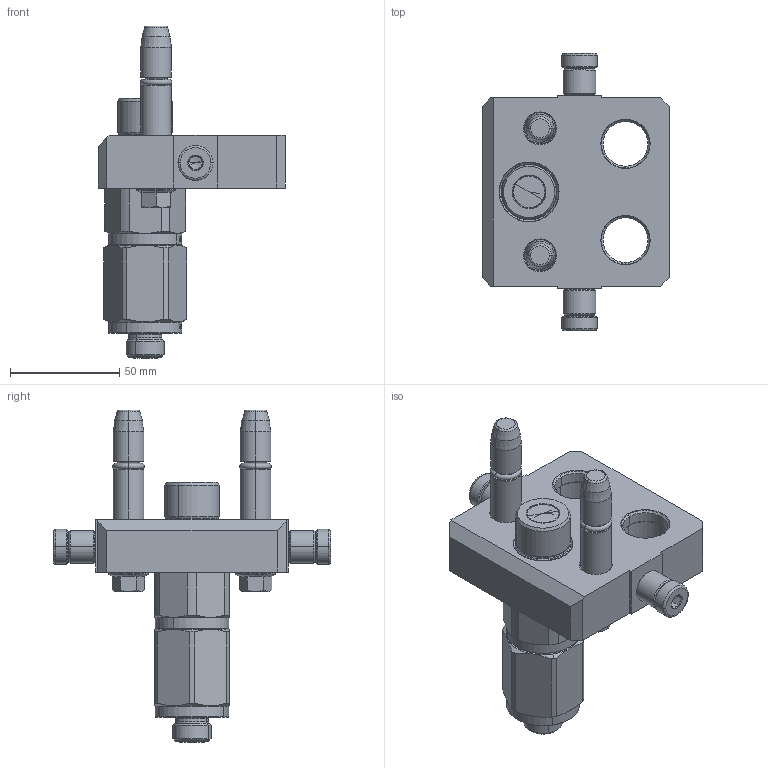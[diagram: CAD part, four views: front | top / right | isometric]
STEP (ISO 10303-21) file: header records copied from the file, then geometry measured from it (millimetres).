
FILE_DESCRIPTION (( 'STEP AP214' ), '1' );
FILE_NAME ('FASTER.step', '2021-10-07T09:39:13', ( '' ), ( '' ), 'SwSTEP 2.0', 'SolidWorks 2017', '' );
FILE_SCHEMA (( 'AUTOMOTIVE_DESIGN' ));
Length unit declared in the file: millimetre
Products named in the file (11): 4820_010_0000_001; or2_62x9_19_m; 3ffnp1211_38sm; 4830_021_0000_000; 4830_028_1000_011; et002; 1540_080_0008_000; P306_M_BASE; 4830_013_3000_030; FASTER
Assembly tree (15 placements, depth 3):
  FASTER
    P306_M_BASE
      4820_010_0000_001
      4830_021_0000_000  x2
      1540_080_0008_000  x2
      4830_013_3000_030  x2
      4830_028_1000_011  x2
      or2_62x9_19_m  x2
    3ffnp1211_38sm
      3ffnp1211_38sm
    et002
Bounding box: 85.8 x 126.6 x 151.61 mm (x, y, z)
Volume: 2873.9 mm3; surface area: 65793.3 mm2
Topology: 5 solids, 32 shells, 1677 faces, 4565 edges, 2971 vertices
Faces by surface type: plane 1113, cylinder 223, cone 217, torus 86, bspline 38
Entity records: 55200 total; most frequent: CARTESIAN_POINT 13288, ORIENTED_EDGE 8030, DIRECTION 7366, EDGE_CURVE 4181, VECTOR 3162, LINE 3162, VERTEX_POINT 2747, AXIS2_PLACEMENT_3D 2102
